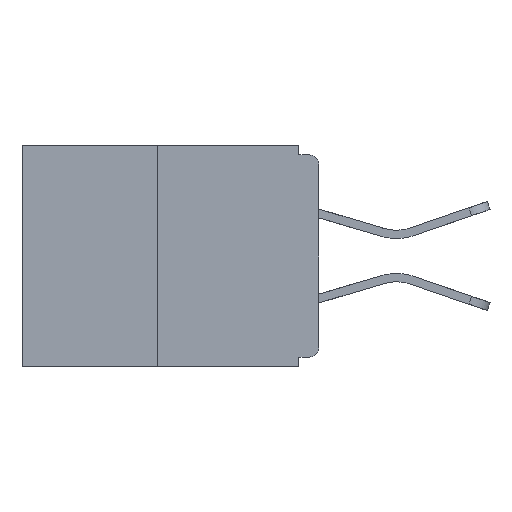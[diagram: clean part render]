
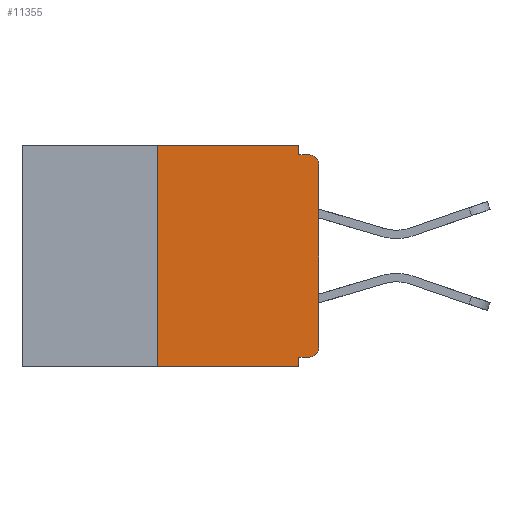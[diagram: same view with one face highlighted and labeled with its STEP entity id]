
A CAD part, left-side view. The second image highlights one B-rep face of the part: STEP entity #11355.
In plain terms, the highlighted planar face has unit normal (-1, 0, 0).
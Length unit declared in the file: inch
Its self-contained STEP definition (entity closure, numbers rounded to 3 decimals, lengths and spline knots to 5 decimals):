
#516 = FACE_OUTER_BOUND ( 'NONE', #8528, .T. ) ;
#546 = DIRECTION ( 'NONE',  ( 0., 0., 1. ) ) ;
#710 = EDGE_CURVE ( 'NONE', #2655, #17289, #6046, .T. ) ;
#1032 = DIRECTION ( 'NONE',  ( -1., 0., 0. ) ) ;
#1104 = LINE ( 'NONE', #10010, #15980 ) ;
#1395 = EDGE_CURVE ( 'NONE', #16080, #22744, #2656, .T. ) ;
#1610 = VECTOR ( 'NONE', #19068, 39.37008 ) ;
#1863 = VERTEX_POINT ( 'NONE', #5442 ) ;
#1924 = DIRECTION ( 'NONE',  ( 0., 0., -1. ) ) ;
#2599 = CARTESIAN_POINT ( 'NONE',  ( 0., 0.031, 0. ) ) ;
#2655 = VERTEX_POINT ( 'NONE', #8346 ) ;
#2656 = LINE ( 'NONE', #7484, #20365 ) ;
#3062 = CARTESIAN_POINT ( 'NONE',  ( 0., 0.031, -0.328 ) ) ;
#3066 = CIRCLE ( 'NONE', #10972, 0.015 ) ;
#4401 = EDGE_CURVE ( 'NONE', #2655, #6829, #16341, .T. ) ;
#4453 = VECTOR ( 'NONE', #546, 39.37008 ) ;
#4774 = CARTESIAN_POINT ( 'NONE',  ( 0., 0.46, 0. ) ) ;
#5442 = CARTESIAN_POINT ( 'NONE',  ( 0., 0., -0.03 ) ) ;
#5573 = DIRECTION ( 'NONE',  ( 0., 0., 1. ) ) ;
#5677 = CARTESIAN_POINT ( 'NONE',  ( 0., 0.031, -0.343 ) ) ;
#6046 = LINE ( 'NONE', #17691, #9409 ) ;
#6120 = LINE ( 'NONE', #11573, #4453 ) ;
#6349 = ORIENTED_EDGE ( 'NONE', *, *, #23100, .F. ) ;
#6587 = CARTESIAN_POINT ( 'NONE',  ( 0., 0.015, -0.313 ) ) ;
#6598 = VERTEX_POINT ( 'NONE', #20754 ) ;
#6829 = VERTEX_POINT ( 'NONE', #16089 ) ;
#6858 = VECTOR ( 'NONE', #16329, 39.37008 ) ;
#7484 = CARTESIAN_POINT ( 'NONE',  ( 0., 0., -0.328 ) ) ;
#7820 = CARTESIAN_POINT ( 'NONE',  ( 0., 0.031, -0.343 ) ) ;
#7928 = CIRCLE ( 'NONE', #11148, 0.015 ) ;
#8076 = DIRECTION ( 'NONE',  ( 0., 0., -1. ) ) ;
#8182 = EDGE_CURVE ( 'NONE', #6829, #14703, #18729, .T. ) ;
#8346 = CARTESIAN_POINT ( 'NONE',  ( 0., 0.25, -0.343 ) ) ;
#8528 = EDGE_LOOP ( 'NONE', ( #11789, #11767, #9835, #6349, #21246, #20470, #17110, #12337, #22001, #17576 ) ) ;
#8738 = DIRECTION ( 'NONE',  ( 0., 0., -1. ) ) ;
#8782 = DIRECTION ( 'NONE',  ( 0., -1., 0. ) ) ;
#9409 = VECTOR ( 'NONE', #8782, 39.37008 ) ;
#9599 = VECTOR ( 'NONE', #5573, 39.37008 ) ;
#9835 = ORIENTED_EDGE ( 'NONE', *, *, #710, .T. ) ;
#10010 = CARTESIAN_POINT ( 'NONE',  ( 0., 0.031, 0. ) ) ;
#10972 = AXIS2_PLACEMENT_3D ( 'NONE', #17341, #19086, #8076 ) ;
#11050 = EDGE_CURVE ( 'NONE', #14703, #6598, #1104, .T. ) ;
#11148 = AXIS2_PLACEMENT_3D ( 'NONE', #6587, #1032, #15380 ) ;
#11322 = VERTEX_POINT ( 'NONE', #16209 ) ;
#11355 = ADVANCED_FACE ( 'NONE', ( #516 ), #19840, .F. ) ;
#11573 = CARTESIAN_POINT ( 'NONE',  ( 0., 0., 0. ) ) ;
#11767 = ORIENTED_EDGE ( 'NONE', *, *, #4401, .F. ) ;
#11789 = ORIENTED_EDGE ( 'NONE', *, *, #8182, .F. ) ;
#12337 = ORIENTED_EDGE ( 'NONE', *, *, #20419, .T. ) ;
#12394 = EDGE_CURVE ( 'NONE', #11322, #1863, #6120, .T. ) ;
#13036 = VERTEX_POINT ( 'NONE', #17302 ) ;
#14447 = EDGE_CURVE ( 'NONE', #6598, #13036, #22043, .T. ) ;
#14584 = CARTESIAN_POINT ( 'NONE',  ( 0., 0.25, 0. ) ) ;
#14703 = VERTEX_POINT ( 'NONE', #2599 ) ;
#15380 = DIRECTION ( 'NONE',  ( 0., 0., -1. ) ) ;
#15905 = CARTESIAN_POINT ( 'NONE',  ( 0., 0.46, 0. ) ) ;
#15980 = VECTOR ( 'NONE', #18838, 39.37008 ) ;
#16080 = VERTEX_POINT ( 'NONE', #19469 ) ;
#16089 = CARTESIAN_POINT ( 'NONE',  ( 0., 0.25, 0. ) ) ;
#16209 = CARTESIAN_POINT ( 'NONE',  ( 0., 0., -0.313 ) ) ;
#16329 = DIRECTION ( 'NONE',  ( 0., -1., 0. ) ) ;
#16341 = LINE ( 'NONE', #14584, #9599 ) ;
#17110 = ORIENTED_EDGE ( 'NONE', *, *, #12394, .T. ) ;
#17289 = VERTEX_POINT ( 'NONE', #7820 ) ;
#17302 = CARTESIAN_POINT ( 'NONE',  ( 0., 0.015, -0.015 ) ) ;
#17341 = CARTESIAN_POINT ( 'NONE',  ( 0., 0.015, -0.03 ) ) ;
#17576 = ORIENTED_EDGE ( 'NONE', *, *, #11050, .F. ) ;
#17691 = CARTESIAN_POINT ( 'NONE',  ( 0., 0.46, -0.343 ) ) ;
#17757 = VECTOR ( 'NONE', #1924, 39.37008 ) ;
#18322 = DIRECTION ( 'NONE',  ( 0., 1., 0. ) ) ;
#18729 = LINE ( 'NONE', #4774, #1610 ) ;
#18838 = DIRECTION ( 'NONE',  ( 0., 0., -1. ) ) ;
#19068 = DIRECTION ( 'NONE',  ( 0., -1., 0. ) ) ;
#19086 = DIRECTION ( 'NONE',  ( -1., 0., 0. ) ) ;
#19469 = CARTESIAN_POINT ( 'NONE',  ( 0., 0.015, -0.328 ) ) ;
#19538 = DIRECTION ( 'NONE',  ( 1., 0., 0. ) ) ;
#19840 = PLANE ( 'NONE',  #20505 ) ;
#20113 = CARTESIAN_POINT ( 'NONE',  ( 0., 0., -0.015 ) ) ;
#20365 = VECTOR ( 'NONE', #18322, 39.37008 ) ;
#20419 = EDGE_CURVE ( 'NONE', #1863, #13036, #3066, .T. ) ;
#20470 = ORIENTED_EDGE ( 'NONE', *, *, #22758, .T. ) ;
#20505 = AXIS2_PLACEMENT_3D ( 'NONE', #15905, #19538, #8738 ) ;
#20754 = CARTESIAN_POINT ( 'NONE',  ( 0., 0.031, -0.015 ) ) ;
#21246 = ORIENTED_EDGE ( 'NONE', *, *, #1395, .F. ) ;
#22001 = ORIENTED_EDGE ( 'NONE', *, *, #14447, .F. ) ;
#22043 = LINE ( 'NONE', #20113, #6858 ) ;
#22551 = LINE ( 'NONE', #5677, #17757 ) ;
#22744 = VERTEX_POINT ( 'NONE', #3062 ) ;
#22758 = EDGE_CURVE ( 'NONE', #16080, #11322, #7928, .T. ) ;
#23100 = EDGE_CURVE ( 'NONE', #22744, #17289, #22551, .T. ) ;
